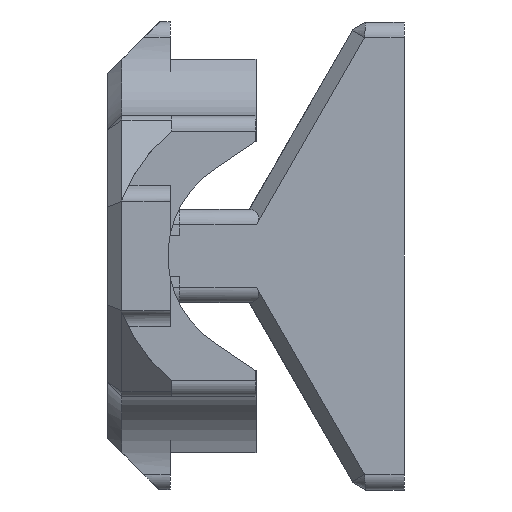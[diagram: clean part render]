
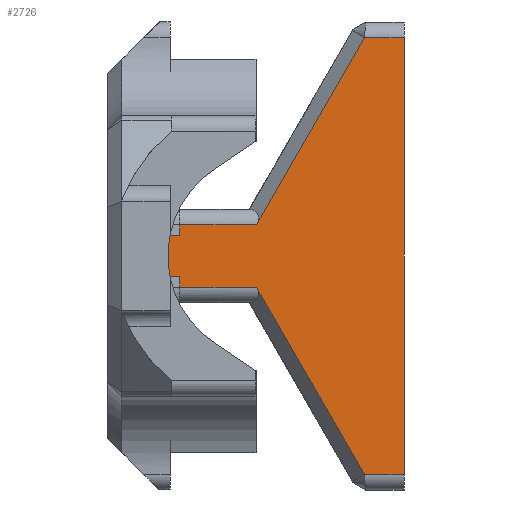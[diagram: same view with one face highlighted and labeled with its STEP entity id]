
A CAD part, left-side view. The second image highlights one B-rep face of the part: STEP entity #2726.
In plain terms, the highlighted planar face has unit normal (-1, 0, 0).
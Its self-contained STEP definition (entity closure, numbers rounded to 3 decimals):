
#28 = CARTESIAN_POINT ( 'NONE',  ( 33.72, -0.6, -1.3 ) ) ;
#66 = VECTOR ( 'NONE', #4327, 1000. ) ;
#86 = LINE ( 'NONE', #4003, #1482 ) ;
#98 = VERTEX_POINT ( 'NONE', #457 ) ;
#208 = VERTEX_POINT ( 'NONE', #3255 ) ;
#219 = CARTESIAN_POINT ( 'NONE',  ( 33.72, -15., 0. ) ) ;
#296 = CARTESIAN_POINT ( 'NONE',  ( 33.72, 0., 2. ) ) ;
#342 = AXIS2_PLACEMENT_3D ( 'NONE', #495, #3516, #2827 ) ;
#404 = CARTESIAN_POINT ( 'NONE',  ( 33.72, -5.534, 2. ) ) ;
#430 = CARTESIAN_POINT ( 'NONE',  ( 33.72, -15., 14. ) ) ;
#457 = CARTESIAN_POINT ( 'NONE',  ( 33.72, -12.462, -14. ) ) ;
#495 = CARTESIAN_POINT ( 'NONE',  ( 33.72, -15., 0. ) ) ;
#610 = VECTOR ( 'NONE', #708, 1000. ) ;
#664 = DIRECTION ( 'NONE',  ( 0., -1., 0. ) ) ;
#687 = LINE ( 'NONE', #2320, #720 ) ;
#708 = DIRECTION ( 'NONE',  ( 0., 1., 0. ) ) ;
#720 = VECTOR ( 'NONE', #664, 1000. ) ;
#766 = ORIENTED_EDGE ( 'NONE', *, *, #3902, .T. ) ;
#797 = DIRECTION ( 'NONE',  ( 0., -1., 0. ) ) ;
#957 = VECTOR ( 'NONE', #3766, 1000. ) ;
#997 = VECTOR ( 'NONE', #2327, 1000. ) ;
#1002 = DIRECTION ( 'NONE',  ( 0., 0., -1. ) ) ;
#1022 = CARTESIAN_POINT ( 'NONE',  ( 33.72, 0., -1.3 ) ) ;
#1236 = DIRECTION ( 'NONE',  ( 0., 1., 0. ) ) ;
#1249 = EDGE_CURVE ( 'NONE', #3595, #3180, #1752, .T. ) ;
#1351 = CARTESIAN_POINT ( 'NONE',  ( 33.72, -0.6, 2. ) ) ;
#1384 = VECTOR ( 'NONE', #1236, 1000. ) ;
#1396 = ORIENTED_EDGE ( 'NONE', *, *, #2815, .F. ) ;
#1413 = VERTEX_POINT ( 'NONE', #4149 ) ;
#1417 = ORIENTED_EDGE ( 'NONE', *, *, #1672, .T. ) ;
#1435 = ORIENTED_EDGE ( 'NONE', *, *, #3838, .T. ) ;
#1482 = VECTOR ( 'NONE', #1002, 1000. ) ;
#1498 = CARTESIAN_POINT ( 'NONE',  ( 33.72, -15., -14. ) ) ;
#1558 = VECTOR ( 'NONE', #3754, 1000. ) ;
#1672 = EDGE_CURVE ( 'NONE', #2949, #208, #86, .T. ) ;
#1738 = EDGE_CURVE ( 'NONE', #2871, #2209, #3288, .T. ) ;
#1745 = LINE ( 'NONE', #3024, #1558 ) ;
#1752 = LINE ( 'NONE', #430, #997 ) ;
#1789 = EDGE_CURVE ( 'NONE', #2345, #98, #1745, .T. ) ;
#1793 = VERTEX_POINT ( 'NONE', #3417 ) ;
#1827 = EDGE_CURVE ( 'NONE', #1413, #2345, #687, .T. ) ;
#1939 = ORIENTED_EDGE ( 'NONE', *, *, #1789, .T. ) ;
#2033 = EDGE_LOOP ( 'NONE', ( #2995, #1417, #1396, #766, #3138, #1939, #1435, #2638, #3384, #4121, #3395, #2484 ) ) ;
#2152 = PLANE ( 'NONE',  #342 ) ;
#2209 = VERTEX_POINT ( 'NONE', #1351 ) ;
#2297 = LINE ( 'NONE', #4246, #1384 ) ;
#2320 = CARTESIAN_POINT ( 'NONE',  ( 33.72, -15., -2. ) ) ;
#2327 = DIRECTION ( 'NONE',  ( 0., 1., 0. ) ) ;
#2345 = VERTEX_POINT ( 'NONE', #4184 ) ;
#2484 = ORIENTED_EDGE ( 'NONE', *, *, #3243, .T. ) ;
#2569 = DIRECTION ( 'NONE',  ( 0., 1., 0. ) ) ;
#2638 = ORIENTED_EDGE ( 'NONE', *, *, #3630, .F. ) ;
#2665 = LINE ( 'NONE', #3457, #2781 ) ;
#2667 = LINE ( 'NONE', #1022, #610 ) ;
#2726 = ADVANCED_FACE ( 'NONE', ( #3824 ), #2152, .F. ) ;
#2781 = VECTOR ( 'NONE', #2798, 1000. ) ;
#2798 = DIRECTION ( 'NONE',  ( 0., 0., -1. ) ) ;
#2815 = EDGE_CURVE ( 'NONE', #4075, #208, #2667, .T. ) ;
#2827 = DIRECTION ( 'NONE',  ( 0., 0., -1. ) ) ;
#2871 = VERTEX_POINT ( 'NONE', #404 ) ;
#2949 = VERTEX_POINT ( 'NONE', #4064 ) ;
#2978 = CARTESIAN_POINT ( 'NONE',  ( 33.72, -0.6, 1.3 ) ) ;
#2995 = ORIENTED_EDGE ( 'NONE', *, *, #3896, .T. ) ;
#3024 = CARTESIAN_POINT ( 'NONE',  ( 33.72, -12.202, -13.55 ) ) ;
#3089 = VECTOR ( 'NONE', #2569, 1000. ) ;
#3138 = ORIENTED_EDGE ( 'NONE', *, *, #1827, .T. ) ;
#3180 = VERTEX_POINT ( 'NONE', #4306 ) ;
#3243 = EDGE_CURVE ( 'NONE', #2209, #3845, #3639, .T. ) ;
#3255 = CARTESIAN_POINT ( 'NONE',  ( 33.72, 2.4, -1.3 ) ) ;
#3288 = LINE ( 'NONE', #296, #3089 ) ;
#3384 = ORIENTED_EDGE ( 'NONE', *, *, #1249, .T. ) ;
#3395 = ORIENTED_EDGE ( 'NONE', *, *, #1738, .T. ) ;
#3417 = CARTESIAN_POINT ( 'NONE',  ( 33.72, -15., -14. ) ) ;
#3451 = DIRECTION ( 'NONE',  ( 0., 0., -1. ) ) ;
#3457 = CARTESIAN_POINT ( 'NONE',  ( 33.72, -0.6, -2. ) ) ;
#3474 = LINE ( 'NONE', #219, #4267 ) ;
#3516 = DIRECTION ( 'NONE',  ( 1., 0., 0. ) ) ;
#3538 = LINE ( 'NONE', #3846, #957 ) ;
#3595 = VERTEX_POINT ( 'NONE', #4203 ) ;
#3630 = EDGE_CURVE ( 'NONE', #3595, #1793, #3474, .T. ) ;
#3639 = LINE ( 'NONE', #2978, #66 ) ;
#3754 = DIRECTION ( 'NONE',  ( 0., -0.5, -0.866 ) ) ;
#3766 = DIRECTION ( 'NONE',  ( 0., 0.5, -0.866 ) ) ;
#3801 = LINE ( 'NONE', #1498, #3842 ) ;
#3824 = FACE_OUTER_BOUND ( 'NONE', #2033, .T. ) ;
#3838 = EDGE_CURVE ( 'NONE', #98, #1793, #3801, .T. ) ;
#3842 = VECTOR ( 'NONE', #797, 1000. ) ;
#3845 = VERTEX_POINT ( 'NONE', #4171 ) ;
#3846 = CARTESIAN_POINT ( 'NONE',  ( 33.72, -7.034, 4.599 ) ) ;
#3896 = EDGE_CURVE ( 'NONE', #3845, #2949, #2297, .T. ) ;
#3902 = EDGE_CURVE ( 'NONE', #4075, #1413, #2665, .T. ) ;
#4003 = CARTESIAN_POINT ( 'NONE',  ( 33.72, 2.4, 0. ) ) ;
#4064 = CARTESIAN_POINT ( 'NONE',  ( 33.72, 2.4, 1.3 ) ) ;
#4075 = VERTEX_POINT ( 'NONE', #28 ) ;
#4121 = ORIENTED_EDGE ( 'NONE', *, *, #4163, .T. ) ;
#4149 = CARTESIAN_POINT ( 'NONE',  ( 33.72, -0.6, -2. ) ) ;
#4163 = EDGE_CURVE ( 'NONE', #3180, #2871, #3538, .T. ) ;
#4171 = CARTESIAN_POINT ( 'NONE',  ( 33.72, -0.6, 1.3 ) ) ;
#4184 = CARTESIAN_POINT ( 'NONE',  ( 33.72, -5.534, -2. ) ) ;
#4203 = CARTESIAN_POINT ( 'NONE',  ( 33.72, -15., 14. ) ) ;
#4246 = CARTESIAN_POINT ( 'NONE',  ( 33.72, 0., 1.3 ) ) ;
#4267 = VECTOR ( 'NONE', #3451, 1000. ) ;
#4306 = CARTESIAN_POINT ( 'NONE',  ( 33.72, -12.462, 14. ) ) ;
#4327 = DIRECTION ( 'NONE',  ( 0., 0., -1. ) ) ;
